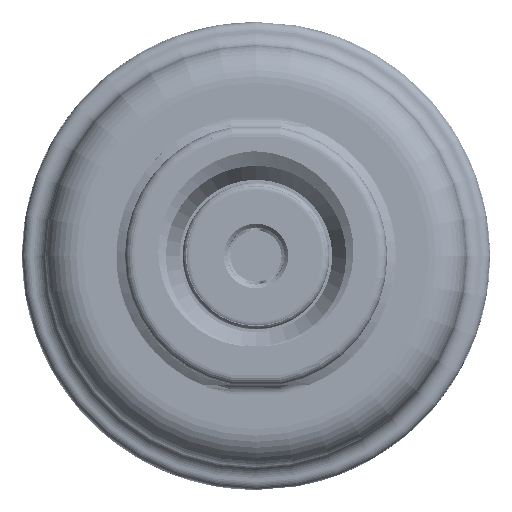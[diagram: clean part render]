
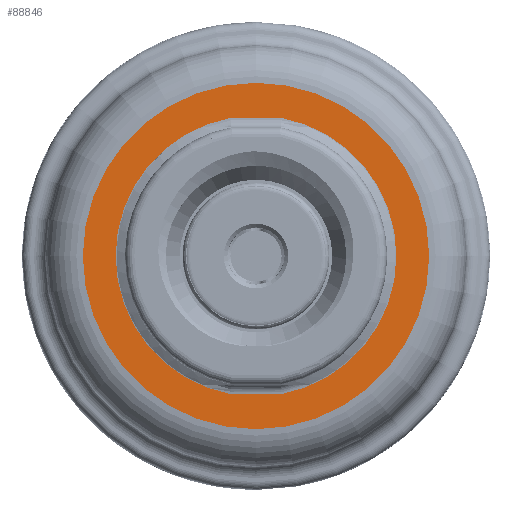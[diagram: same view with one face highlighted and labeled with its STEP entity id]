
A CAD part, front view. The second image highlights one B-rep face of the part: STEP entity #88846.
In plain terms, the highlighted planar face has unit normal (0, -1, 0).
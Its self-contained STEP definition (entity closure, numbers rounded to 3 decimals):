
#64619=CARTESIAN_POINT('',(0.,-3.,0.));
#64620=DIRECTION('',(0.,-1.,0.));
#64621=DIRECTION('',(-0.182,0.,0.983));
#64622=AXIS2_PLACEMENT_3D('',#64619,#64620,#64621);
#64624=DIRECTION('',(1.,0.,0.));
#64625=VECTOR('',#64624,5.454);
#64626=CARTESIAN_POINT('',(-2.727,-3.,-14.75));
#64627=LINE('',#64626,#64625);
#64628=CARTESIAN_POINT('',(0.,-3.,0.));
#64629=DIRECTION('',(0.,-1.,0.));
#64630=DIRECTION('',(0.182,0.,-0.983));
#64631=AXIS2_PLACEMENT_3D('',#64628,#64629,#64630);
#64633=DIRECTION('',(-1.,0.,0.));
#64634=VECTOR('',#64633,5.454);
#64635=CARTESIAN_POINT('',(2.727,-3.,14.75));
#64636=LINE('',#64635,#64634);
#64637=CARTESIAN_POINT('',(0.,-3.,0.));
#64638=DIRECTION('',(0.,-1.,0.));
#64639=DIRECTION('',(0.,0.,-1.));
#64640=AXIS2_PLACEMENT_3D('',#64637,#64638,#64639);
#64642=CARTESIAN_POINT('',(0.,-3.,0.));
#64643=DIRECTION('',(0.,-1.,0.));
#64644=DIRECTION('',(0.,0.,1.));
#64645=AXIS2_PLACEMENT_3D('',#64642,#64643,#64644);
#67819=CARTESIAN_POINT('',(-2.727,-3.,14.75));
#67820=CARTESIAN_POINT('',(-2.727,-3.,-14.75));
#67821=VERTEX_POINT('',#67819);
#67822=VERTEX_POINT('',#67820);
#67827=CARTESIAN_POINT('',(2.727,-3.,-14.75));
#67828=CARTESIAN_POINT('',(2.727,-3.,14.75));
#67829=VERTEX_POINT('',#67827);
#67830=VERTEX_POINT('',#67828);
#68187=CARTESIAN_POINT('',(0.,-3.,-18.5));
#68188=CARTESIAN_POINT('',(0.,-3.,18.5));
#68189=VERTEX_POINT('',#68187);
#68190=VERTEX_POINT('',#68188);
#88827=CARTESIAN_POINT('',(0.,-3.,0.));
#88828=DIRECTION('',(0.,-1.,0.));
#88829=DIRECTION('',(0.,0.,1.));
#88830=AXIS2_PLACEMENT_3D('',#88827,#88828,#88829);
#88831=PLANE('',#88830);
#88833=ORIENTED_EDGE('',*,*,#88832,.F.);
#88835=ORIENTED_EDGE('',*,*,#88834,.F.);
#88836=EDGE_LOOP('',(#88833,#88835));
#88837=FACE_OUTER_BOUND('',#88836,.F.);
#88839=ORIENTED_EDGE('',*,*,#88838,.T.);
#88840=ORIENTED_EDGE('',*,*,#88805,.T.);
#88841=ORIENTED_EDGE('',*,*,#88818,.T.);
#88843=ORIENTED_EDGE('',*,*,#88842,.T.);
#88844=EDGE_LOOP('',(#88839,#88840,#88841,#88843));
#88845=FACE_BOUND('',#88844,.F.);
#64623=CIRCLE('',#64622,15.);
#64632=CIRCLE('',#64631,15.);
#64641=CIRCLE('',#64640,18.5);
#64646=CIRCLE('',#64645,18.5);
#88805=EDGE_CURVE('',#67822,#67829,#64627,.T.);
#88818=EDGE_CURVE('',#67829,#67830,#64632,.T.);
#88832=EDGE_CURVE('',#68189,#68190,#64641,.T.);
#88834=EDGE_CURVE('',#68190,#68189,#64646,.T.);
#88838=EDGE_CURVE('',#67821,#67822,#64623,.T.);
#88842=EDGE_CURVE('',#67830,#67821,#64636,.T.);
#88846=ADVANCED_FACE('',(#88837,#88845),#88831,.T.);
